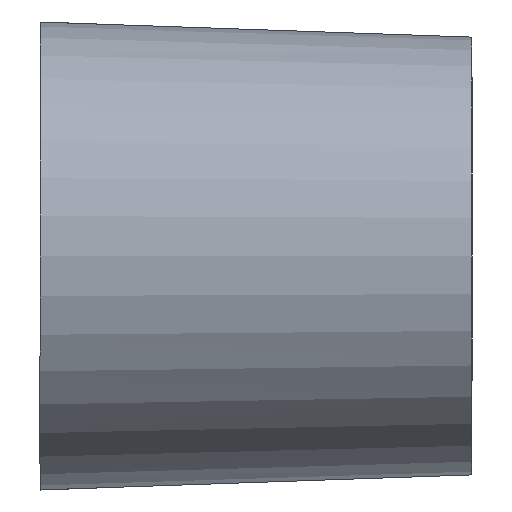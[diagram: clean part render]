
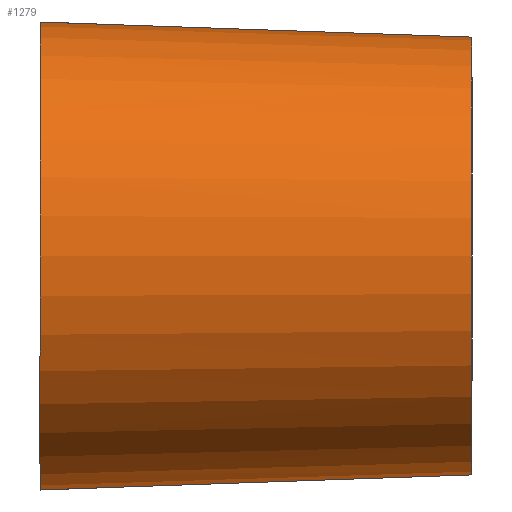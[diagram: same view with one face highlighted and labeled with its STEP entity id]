
A CAD part, front view. The second image highlights one B-rep face of the part: STEP entity #1279.
In plain terms, the highlighted free-form (B-spline) face has degree [12, 1] with [13, 2] control points.
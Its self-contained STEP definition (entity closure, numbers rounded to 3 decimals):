
#190 = VERTEX_POINT('',#191);
#191 = CARTESIAN_POINT('',(0.5,1.2,0.5));
#197 = EDGE_CURVE('',#190,#198,#200,.T.);
#198 = VERTEX_POINT('',#199);
#199 = CARTESIAN_POINT('',(2.9,1.143,0.416));
#200 = B_SPLINE_CURVE_WITH_KNOTS('',1,(#201,#202),.UNSPECIFIED.,.F.,.F.,
  (2,2),(0.,1.),.PIECEWISE_BEZIER_KNOTS.);
#201 = CARTESIAN_POINT('',(0.5,1.2,0.5));
#202 = CARTESIAN_POINT('',(2.9,1.143,0.416));
#221 = EDGE_CURVE('',#190,#222,#224,.T.);
#222 = VERTEX_POINT('',#223);
#223 = CARTESIAN_POINT('',(0.5,1.2,-0.5));
#224 = CIRCLE('',#225,1.3);
#225 = AXIS2_PLACEMENT_3D('',#226,#227,#228);
#226 = CARTESIAN_POINT('',(0.5,0.,0.));
#227 = DIRECTION('',(1.,0.,0.));
#228 = DIRECTION('',(0.,1.,0.));
#1263 = VERTEX_POINT('',#1264);
#1264 = CARTESIAN_POINT('',(2.9,1.143,-0.416));
#1270 = EDGE_CURVE('',#222,#1263,#1271,.T.);
#1271 = B_SPLINE_CURVE_WITH_KNOTS('',1,(#1272,#1273),.UNSPECIFIED.,.F.,
  .F.,(2,2),(0.,1.),.PIECEWISE_BEZIER_KNOTS.);
#1272 = CARTESIAN_POINT('',(0.5,1.2,-0.5));
#1273 = CARTESIAN_POINT('',(2.9,1.143,-0.416));
#1279 = ADVANCED_FACE('',(#1280),#1292,.T.);
#1280 = FACE_BOUND('',#1281,.T.);
#1281 = EDGE_LOOP('',(#1282,#1283,#1284,#1291));
#1282 = ORIENTED_EDGE('',*,*,#221,.T.);
#1283 = ORIENTED_EDGE('',*,*,#1270,.T.);
#1284 = ORIENTED_EDGE('',*,*,#1285,.F.);
#1285 = EDGE_CURVE('',#198,#1263,#1286,.T.);
#1286 = CIRCLE('',#1287,1.216);
#1287 = AXIS2_PLACEMENT_3D('',#1288,#1289,#1290);
#1288 = CARTESIAN_POINT('',(2.9,0.,0.));
#1289 = DIRECTION('',(1.,0.,0.));
#1290 = DIRECTION('',(0.,1.,0.));
#1291 = ORIENTED_EDGE('',*,*,#197,.F.);
#1292 = B_SPLINE_SURFACE_WITH_KNOTS('',12,1,(
    (#1293,#1294)
    ,(#1295,#1296)
    ,(#1297,#1298)
    ,(#1299,#1300)
    ,(#1301,#1302)
    ,(#1303,#1304)
    ,(#1305,#1306)
    ,(#1307,#1308)
    ,(#1309,#1310)
    ,(#1311,#1312)
    ,(#1313,#1314)
    ,(#1315,#1316)
    ,(#1317,#1318
    )),.UNSPECIFIED.,.F.,.F.,.F.,(13,13),(2,2),(0.349,
    5.934),(0.,1.),.PIECEWISE_BEZIER_KNOTS.);
#1293 = CARTESIAN_POINT('',(0.5,1.2,0.5));
#1294 = CARTESIAN_POINT('',(2.9,1.143,0.416));
#1295 = CARTESIAN_POINT('',(0.5,0.971,1.049));
#1296 = CARTESIAN_POINT('',(2.9,0.949,0.948));
#1297 = CARTESIAN_POINT('',(0.5,0.468,1.484));
#1298 = CARTESIAN_POINT('',(2.9,0.485,1.382));
#1299 = CARTESIAN_POINT('',(0.5,-0.247,
    1.654));
#1300 = CARTESIAN_POINT('',(2.9,-0.193,
    1.566));
#1301 = CARTESIAN_POINT('',(0.5,-1.019,
    1.447));
#1302 = CARTESIAN_POINT('',(2.9,-0.939,1.384));
#1303 = CARTESIAN_POINT('',(0.5,-1.626,
    0.851));
#1304 = CARTESIAN_POINT('',(2.9,-1.532,
    0.82));
#1305 = CARTESIAN_POINT('',(0.5,-1.86,0.)
  );
#1306 = CARTESIAN_POINT('',(2.9,-1.763,0.)
  );
#1307 = CARTESIAN_POINT('',(0.5,-1.626,
    -0.851));
#1308 = CARTESIAN_POINT('',(2.9,-1.532,
    -0.82));
#1309 = CARTESIAN_POINT('',(0.5,-1.019,
    -1.447));
#1310 = CARTESIAN_POINT('',(2.9,-0.939,
    -1.384));
#1311 = CARTESIAN_POINT('',(0.5,-0.247,-1.654));
#1312 = CARTESIAN_POINT('',(2.9,-0.193,
    -1.566));
#1313 = CARTESIAN_POINT('',(0.5,0.468,-1.484));
#1314 = CARTESIAN_POINT('',(2.9,0.485,
    -1.382));
#1315 = CARTESIAN_POINT('',(0.5,0.971,-1.049));
#1316 = CARTESIAN_POINT('',(2.9,0.949,-0.948));
#1317 = CARTESIAN_POINT('',(0.5,1.2,-0.5));
#1318 = CARTESIAN_POINT('',(2.9,1.143,-0.416));
